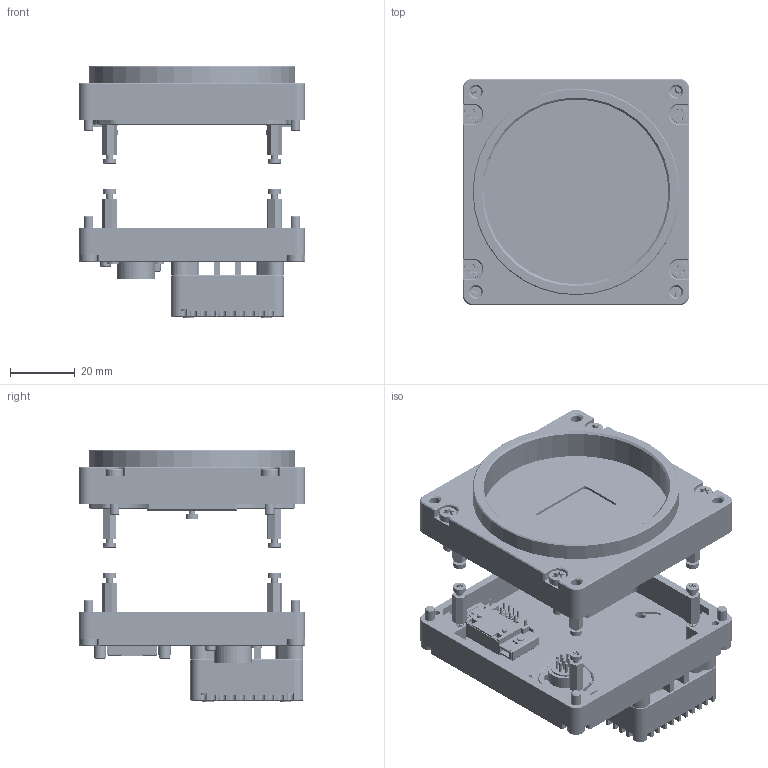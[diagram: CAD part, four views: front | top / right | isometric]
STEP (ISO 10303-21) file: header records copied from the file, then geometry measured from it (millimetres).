
FILE_DESCRIPTION (( 'STEP AP214' ), '1' );
FILE_NAME ('F004075-01001 HR387MXGE.STEP', '2019-03-14T08:02:57', ( '' ), ( '' ), 'SwSTEP 2.0', 'SolidWorks 2014', '' );
FILE_SCHEMA (( 'AUTOMOTIVE_DESIGN' ));
Length unit declared in the file: millimetre
Products named in the file (20): E002469-01001 Defiant SHR47051 L黤terk鋐ig; E002082 Lichtleiter Mentor 1282.2000; HRS10A-12R-12PB(71); E002258-00000 M2x4 FK; GE-Honda; E002400-03001 Montage Flansch HRS10A; E002740-01001 Lüfter HR2 - Fan axial 30x30x10mm 5VDC Tacho; E002720-02001 R點kplatte HR2 10GigE lackiert Tampondruck_E002720-02001 R乧kplatte HR2 10GigE lackiert und Tampondruck; E002393-01001 Defiant SHR47051 Gewindebolzen; E002767-01001 Mittelteil HR2 Fertigteil - lackiert und Tampondruck; E002779-01001 Frontplatte HR2 IMX387; N000064-00000 Abstandsbolzen M2x10_Abstandshalter M2x8; N000058-00000 Schraube M2x6 Torx ISO14580_M2x6; F004075-01001 HR387MXGE; N000031-00000 SCHRAUBE M2x4 Torx ISO14583_M2x04; E002742-02001 Sensorhalteblech IMX342TR; E003319-01001 IMX387 LLA-C Sensor mit Glaswegskomp; IMX387 Glas 07; IMX387 LLA-C Body mit Glaswegskomp; N000054-00000 Schraube M3x12 Torx ISO14580
Assembly tree (51 placements, depth 3):
  F004075-01001 HR387MXGE
    E002779-01001 Frontplatte HR2 IMX387
    E002767-01001 Mittelteil HR2 Fertigteil - lackiert und Tampondruck
    E002720-02001 R點kplatte HR2 10GigE lackiert Tampondruck_E002720-02001 R乧kplatte HR2 10GigE lackiert und Tampondruck
    E002400-03001 Montage Flansch HRS10A
    E002258-00000 M2x4 FK  x5
    HRS10A-12R-12PB(71)
    E002082 Lichtleiter Mentor 1282.2000
    E002469-01001 Defiant SHR47051 L黤terk鋐ig
    N000054-00000 Schraube M3x12 Torx ISO14580  x8
    E003319-01001 IMX387 LLA-C Sensor mit Glaswegskomp
      IMX387 LLA-C Body mit Glaswegskomp
      IMX387 Glas 07
    E002742-02001 Sensorhalteblech IMX342TR
    N000031-00000 SCHRAUBE M2x4 Torx ISO14583_M2x04  x4
    N000058-00000 Schraube M2x6 Torx ISO14580_M2x6  x10
    N000064-00000 Abstandsbolzen M2x10_Abstandshalter M2x8  x8
    E002393-01001 Defiant SHR47051 Gewindebolzen  x3
    E002740-01001 Lüfter HR2 - Fan axial 30x30x10mm 5VDC Tacho
    GE-Honda
Bounding box: 70 x 70 x 78.13 mm (x, y, z)
Volume: 67392.5 mm3; surface area: 61200.7 mm2
Topology: 60 solids, 85 shells, 5838 faces, 15099 edges, 9393 vertices
Faces by surface type: plane 2389, cylinder 1762, cone 827, bspline 636, torus 152, sphere 72
Entity records: 519227 total; most frequent: CARTESIAN_POINT 127556, ORIENTED_EDGE 61655, DIRECTION 47572, EDGE_CURVE 30877, VERTEX_POINT 20134, VECTOR 17662, LINE 17662, AXIS2_PLACEMENT_3D 14955
